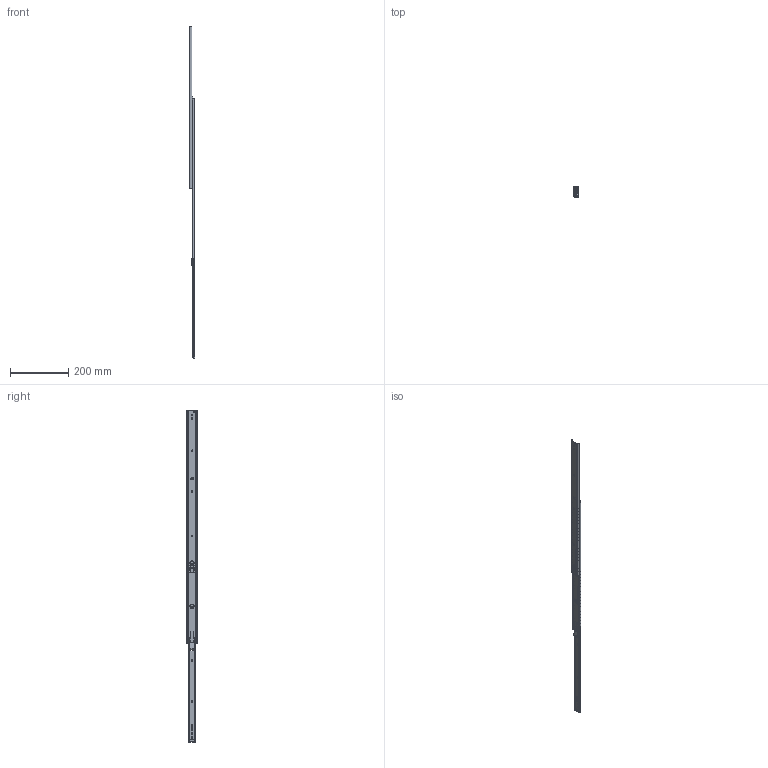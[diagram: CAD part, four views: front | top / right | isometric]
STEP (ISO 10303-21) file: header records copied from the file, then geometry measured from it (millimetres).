
FILE_DESCRIPTION(/* description */ ('Überauszug Serie 044 559x585'),/* implementation_level */ '2;1');
FILE_NAME(/* name */ '07000058008.stp',/* time_stamp */ '2020-06-17T15:19:39+02:00',/* author */ ('Dennis Bruder'),/* organization */ (''),/* preprocessor_version */ 'ST-DEVELOPER v18',/* originating_system */ 'Autodesk Inventor 2020',/* authorisation */ '');
FILE_SCHEMA (('AUTOMOTIVE_DESIGN { 1 0 10303 214 3 1 1 }'));
Products named in the file (1): 07000058008
Bounding box: 19 x 35.2 x 1139.5 mm (x, y, z)
Volume: 174551.4 mm3; surface area: 268901 mm2
Topology: 101 solids, 101 shells, 5455 faces, 16716 edges, 10884 vertices
Faces by surface type: plane 2160, cylinder 1243, bspline 1007, cone 534, torus 411, sphere 100
Full cylindrical faces by diameter (mm): 4 x43, 4.5 x1, 4.6 x1, 4.9 x3, 5 x3, 5.1 x1, 6 x1, 6.1 x2, 8 x1, 14 x4
Entity records: 229545 total; most frequent: CARTESIAN_POINT 86173, ORIENTED_EDGE 32212, DIRECTION 24967, EDGE_CURVE 16106, VERTEX_POINT 10686, AXIS2_PLACEMENT_3D 9240, LINE 6487, VECTOR 6487
